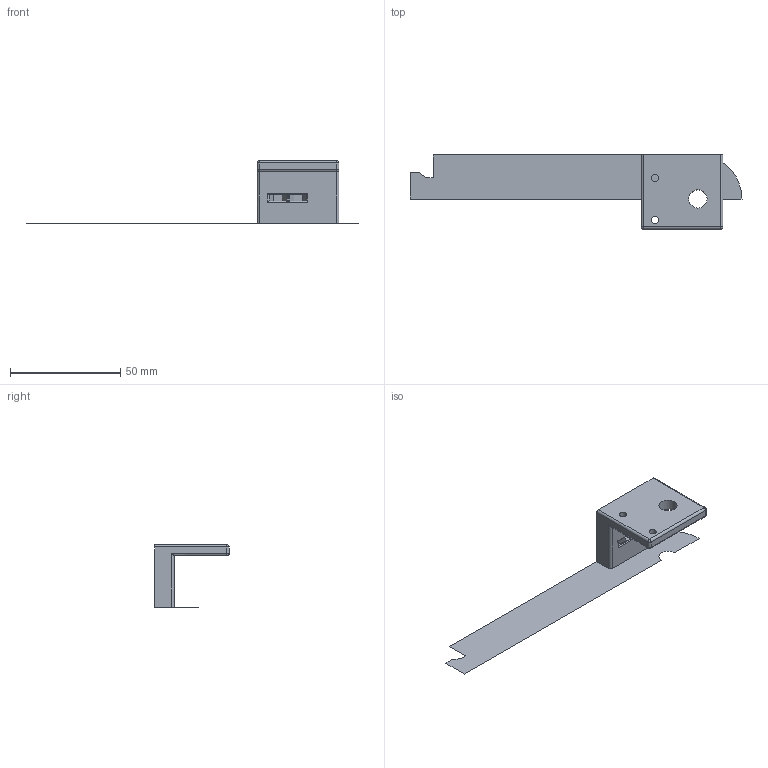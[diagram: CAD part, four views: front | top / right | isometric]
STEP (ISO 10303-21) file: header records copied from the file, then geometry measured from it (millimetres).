
FILE_DESCRIPTION(('STEP AP242'), '1');
FILE_NAME('something', '', ('UNSPECIFIED'), ('UNSPECIFIED'), 'C3D Converter', 'C3D Toolkit', '');
FILE_SCHEMA(('AP242_MANAGED_MODEL_BASED_3D_ENGINEERING_MIM_LF { 1 0 10303 442 1 1 4 }'));
Length unit declared in the file: millimetre
Bounding box: 150.52 x 33.7 x 28.3 mm (x, y, z)
Volume: 12137.2 mm3; surface area: 8725.1 mm2
Topology: 1 solids, 2 shells, 58 faces, 150 edges, 94 vertices
Faces by surface type: plane 31, cylinder 23, sphere 4
Full cylindrical faces by diameter (mm): 3.3 x2, 6.2 x2, 8.3 x1
Entity records: 2215 total; most frequent: CARTESIAN_POINT 323, DIRECTION 278, ORIENTED_EDGE 268, EDGE_CURVE 140, LINE 100, VECTOR 100, VERTEX_POINT 92, AXIS2_PLACEMENT_3D 89
